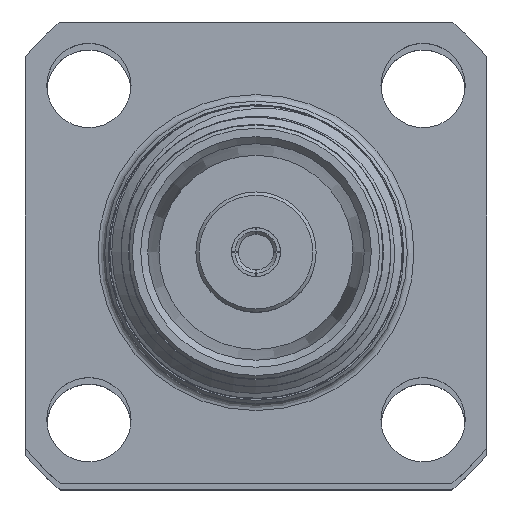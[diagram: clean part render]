
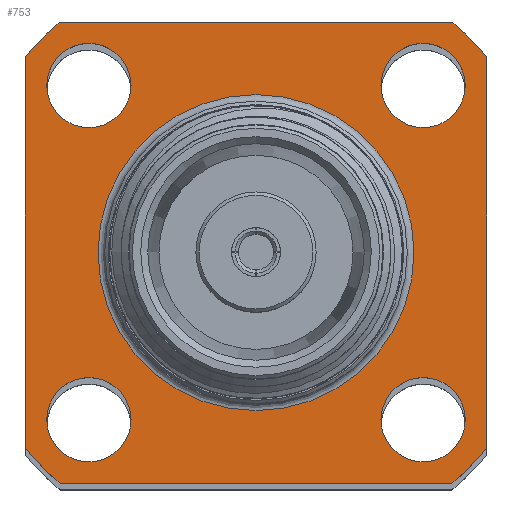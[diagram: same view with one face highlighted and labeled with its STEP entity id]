
A CAD part, top view. The second image highlights one B-rep face of the part: STEP entity #753.
In plain terms, the highlighted face is planar.
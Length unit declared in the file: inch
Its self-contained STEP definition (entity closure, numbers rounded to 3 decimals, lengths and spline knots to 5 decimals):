
#56 = VERTEX_POINT ( 'NONE', #7235 ) ;
#94 = CIRCLE ( 'NONE', #7374, 0.45276 ) ;
#192 = DIRECTION ( 'NONE',  ( 0., 0., -1. ) ) ;
#230 = CARTESIAN_POINT ( 'NONE',  ( 0.54993, 0., -0.23637 ) ) ;
#304 = CARTESIAN_POINT ( 'NONE',  ( 0.54993, -0.29319, 0.345 ) ) ;
#352 = CARTESIAN_POINT ( 'NONE',  ( 0.54993, -0.345, 0.345 ) ) ;
#426 = FACE_BOUND ( 'NONE', #1956, .T. ) ;
#462 = DIRECTION ( 'NONE',  ( 0., 0., -1. ) ) ;
#489 = AXIS2_PLACEMENT_3D ( 'NONE', #1048, #1018, #3289 ) ;
#520 = EDGE_CURVE ( 'NONE', #2630, #587, #6550, .T. ) ;
#550 = ORIENTED_EDGE ( 'NONE', *, *, #2723, .F. ) ;
#587 = VERTEX_POINT ( 'NONE', #1435 ) ;
#597 = VECTOR ( 'NONE', #1481, 39.37008 ) ;
#627 = ORIENTED_EDGE ( 'NONE', *, *, #520, .T. ) ;
#753 = ADVANCED_FACE ( 'NONE', ( #991, #5542, #7339, #426, #2145, #1549 ), #6169, .F. ) ;
#790 = ORIENTED_EDGE ( 'NONE', *, *, #2323, .F. ) ;
#806 = CARTESIAN_POINT ( 'NONE',  ( 0.54993, -0.25, -0.25 ) ) ;
#990 = AXIS2_PLACEMENT_3D ( 'NONE', #6132, #3259, #5499 ) ;
#991 = FACE_BOUND ( 'NONE', #3702, .T. ) ;
#1018 = DIRECTION ( 'NONE',  ( -1., 0., 0. ) ) ;
#1022 = DIRECTION ( 'NONE',  ( 0., 0., 1. ) ) ;
#1048 = CARTESIAN_POINT ( 'NONE',  ( 0.54993, -0.25, 0.25 ) ) ;
#1076 = EDGE_CURVE ( 'NONE', #1759, #1759, #7174, .T. ) ;
#1126 = VERTEX_POINT ( 'NONE', #1159 ) ;
#1147 = VERTEX_POINT ( 'NONE', #6762 ) ;
#1159 = CARTESIAN_POINT ( 'NONE',  ( 0.54993, -0.25, -0.18701 ) ) ;
#1239 = CARTESIAN_POINT ( 'NONE',  ( 0.54993, -0.25, 0.31299 ) ) ;
#1256 = LINE ( 'NONE', #1708, #1529 ) ;
#1308 = VERTEX_POINT ( 'NONE', #3581 ) ;
#1435 = CARTESIAN_POINT ( 'NONE',  ( 0.54993, -0.345, 0.29319 ) ) ;
#1442 = DIRECTION ( 'NONE',  ( 1., 0., 0. ) ) ;
#1466 = EDGE_LOOP ( 'NONE', ( #550, #4126, #2128, #627, #3189, #3840, #3548, #3731 ) ) ;
#1481 = DIRECTION ( 'NONE',  ( 0., 0., -1. ) ) ;
#1529 = VECTOR ( 'NONE', #5736, 39.37008 ) ;
#1549 = FACE_OUTER_BOUND ( 'NONE', #1466, .T. ) ;
#1552 = CARTESIAN_POINT ( 'NONE',  ( 0.54993, -0.345, 0.345 ) ) ;
#1708 = CARTESIAN_POINT ( 'NONE',  ( 0.54993, -0.345, -0.345 ) ) ;
#1759 = VERTEX_POINT ( 'NONE', #1239 ) ;
#1840 = VERTEX_POINT ( 'NONE', #2235 ) ;
#1956 = EDGE_LOOP ( 'NONE', ( #790 ) ) ;
#2081 = DIRECTION ( 'NONE',  ( 0., 0., -1. ) ) ;
#2112 = LINE ( 'NONE', #1552, #2834 ) ;
#2128 = ORIENTED_EDGE ( 'NONE', *, *, #2306, .F. ) ;
#2145 = FACE_BOUND ( 'NONE', #2896, .T. ) ;
#2188 = CIRCLE ( 'NONE', #990, 0.45276 ) ;
#2221 = EDGE_CURVE ( 'NONE', #1126, #1126, #7162, .T. ) ;
#2222 = EDGE_CURVE ( 'NONE', #56, #3145, #5438, .T. ) ;
#2235 = CARTESIAN_POINT ( 'NONE',  ( 0.54993, 0.29319, -0.345 ) ) ;
#2306 = EDGE_CURVE ( 'NONE', #2630, #4316, #4648, .T. ) ;
#2323 = EDGE_CURVE ( 'NONE', #3433, #3433, #6442, .T. ) ;
#2373 = CIRCLE ( 'NONE', #5227, 0.06299 ) ;
#2530 = CARTESIAN_POINT ( 'NONE',  ( 0.54993, 0., 0. ) ) ;
#2554 = DIRECTION ( 'NONE',  ( 0., 0., 1. ) ) ;
#2629 = AXIS2_PLACEMENT_3D ( 'NONE', #2530, #1442, #2081 ) ;
#2630 = VERTEX_POINT ( 'NONE', #4789 ) ;
#2723 = EDGE_CURVE ( 'NONE', #1840, #3145, #2188, .T. ) ;
#2778 = EDGE_CURVE ( 'NONE', #1147, #56, #5155, .T. ) ;
#2834 = VECTOR ( 'NONE', #5610, 39.37008 ) ;
#2873 = DIRECTION ( 'NONE',  ( 0., 0., -1. ) ) ;
#2880 = CARTESIAN_POINT ( 'NONE',  ( 0.54993, 0.25, 0.31299 ) ) ;
#2896 = EDGE_LOOP ( 'NONE', ( #5018 ) ) ;
#2987 = AXIS2_PLACEMENT_3D ( 'NONE', #6246, #3403, #462 ) ;
#3145 = VERTEX_POINT ( 'NONE', #3178 ) ;
#3168 = DIRECTION ( 'NONE',  ( 1., 0., 0. ) ) ;
#3171 = VERTEX_POINT ( 'NONE', #304 ) ;
#3178 = CARTESIAN_POINT ( 'NONE',  ( 0.54993, 0.345, -0.29319 ) ) ;
#3189 = ORIENTED_EDGE ( 'NONE', *, *, #5671, .F. ) ;
#3254 = EDGE_LOOP ( 'NONE', ( #6015 ) ) ;
#3259 = DIRECTION ( 'NONE',  ( 1., 0., 0. ) ) ;
#3289 = DIRECTION ( 'NONE',  ( 0., 0., 1. ) ) ;
#3398 = EDGE_CURVE ( 'NONE', #3729, #3729, #7070, .T. ) ;
#3403 = DIRECTION ( 'NONE',  ( 1., 0., 0. ) ) ;
#3433 = VERTEX_POINT ( 'NONE', #2880 ) ;
#3458 = VECTOR ( 'NONE', #4793, 39.37008 ) ;
#3503 = CARTESIAN_POINT ( 'NONE',  ( 0.54993, 0., 0. ) ) ;
#3548 = ORIENTED_EDGE ( 'NONE', *, *, #2778, .T. ) ;
#3581 = CARTESIAN_POINT ( 'NONE',  ( 0.54993, 0.25, -0.18701 ) ) ;
#3702 = EDGE_LOOP ( 'NONE', ( #5696 ) ) ;
#3729 = VERTEX_POINT ( 'NONE', #230 ) ;
#3731 = ORIENTED_EDGE ( 'NONE', *, *, #2222, .T. ) ;
#3840 = ORIENTED_EDGE ( 'NONE', *, *, #6603, .T. ) ;
#3889 = DIRECTION ( 'NONE',  ( 0., 0., 1. ) ) ;
#4126 = ORIENTED_EDGE ( 'NONE', *, *, #6047, .T. ) ;
#4128 = CARTESIAN_POINT ( 'NONE',  ( 0.54993, -0.29319, -0.345 ) ) ;
#4258 = DIRECTION ( 'NONE',  ( -1., 0., 0. ) ) ;
#4316 = VERTEX_POINT ( 'NONE', #4128 ) ;
#4334 = EDGE_LOOP ( 'NONE', ( #5608 ) ) ;
#4431 = AXIS2_PLACEMENT_3D ( 'NONE', #7224, #6735, #1022 ) ;
#4648 = CIRCLE ( 'NONE', #2629, 0.45276 ) ;
#4789 = CARTESIAN_POINT ( 'NONE',  ( 0.54993, -0.345, -0.29319 ) ) ;
#4793 = DIRECTION ( 'NONE',  ( 0., 0., 1. ) ) ;
#4836 = CARTESIAN_POINT ( 'NONE',  ( 0.54993, 0.345, 0.345 ) ) ;
#5018 = ORIENTED_EDGE ( 'NONE', *, *, #7059, .F. ) ;
#5126 = AXIS2_PLACEMENT_3D ( 'NONE', #5615, #6775, #3889 ) ;
#5155 = CIRCLE ( 'NONE', #4431, 0.45276 ) ;
#5227 = AXIS2_PLACEMENT_3D ( 'NONE', #6583, #4258, #2554 ) ;
#5400 = AXIS2_PLACEMENT_3D ( 'NONE', #3503, #6349, #2873 ) ;
#5401 = DIRECTION ( 'NONE',  ( -1., 0., 0. ) ) ;
#5438 = LINE ( 'NONE', #4836, #597 ) ;
#5445 = CARTESIAN_POINT ( 'NONE',  ( 0.54993, 0., 0. ) ) ;
#5499 = DIRECTION ( 'NONE',  ( 0., 0., -1. ) ) ;
#5542 = FACE_BOUND ( 'NONE', #3254, .T. ) ;
#5608 = ORIENTED_EDGE ( 'NONE', *, *, #1076, .F. ) ;
#5610 = DIRECTION ( 'NONE',  ( 0., 1., 0. ) ) ;
#5615 = CARTESIAN_POINT ( 'NONE',  ( 0.54993, 0.25, 0.25 ) ) ;
#5671 = EDGE_CURVE ( 'NONE', #3171, #587, #94, .T. ) ;
#5696 = ORIENTED_EDGE ( 'NONE', *, *, #3398, .T. ) ;
#5736 = DIRECTION ( 'NONE',  ( 0., -1., 0. ) ) ;
#6015 = ORIENTED_EDGE ( 'NONE', *, *, #2221, .F. ) ;
#6047 = EDGE_CURVE ( 'NONE', #1840, #4316, #1256, .T. ) ;
#6132 = CARTESIAN_POINT ( 'NONE',  ( 0.54993, 0., 0. ) ) ;
#6169 = PLANE ( 'NONE',  #2987 ) ;
#6246 = CARTESIAN_POINT ( 'NONE',  ( 0.54993, 0.22637, 0. ) ) ;
#6349 = DIRECTION ( 'NONE',  ( 1., 0., 0. ) ) ;
#6442 = CIRCLE ( 'NONE', #5126, 0.06299 ) ;
#6550 = LINE ( 'NONE', #352, #3458 ) ;
#6561 = AXIS2_PLACEMENT_3D ( 'NONE', #806, #5401, #7233 ) ;
#6583 = CARTESIAN_POINT ( 'NONE',  ( 0.54993, 0.25, -0.25 ) ) ;
#6603 = EDGE_CURVE ( 'NONE', #3171, #1147, #2112, .T. ) ;
#6735 = DIRECTION ( 'NONE',  ( -1., 0., 0. ) ) ;
#6762 = CARTESIAN_POINT ( 'NONE',  ( 0.54993, 0.29319, 0.345 ) ) ;
#6775 = DIRECTION ( 'NONE',  ( -1., 0., 0. ) ) ;
#7059 = EDGE_CURVE ( 'NONE', #1308, #1308, #2373, .T. ) ;
#7070 = CIRCLE ( 'NONE', #5400, 0.23637 ) ;
#7162 = CIRCLE ( 'NONE', #6561, 0.06299 ) ;
#7174 = CIRCLE ( 'NONE', #489, 0.06299 ) ;
#7224 = CARTESIAN_POINT ( 'NONE',  ( 0.54993, 0., 0. ) ) ;
#7233 = DIRECTION ( 'NONE',  ( 0., 0., 1. ) ) ;
#7235 = CARTESIAN_POINT ( 'NONE',  ( 0.54993, 0.345, 0.29319 ) ) ;
#7339 = FACE_BOUND ( 'NONE', #4334, .T. ) ;
#7374 = AXIS2_PLACEMENT_3D ( 'NONE', #5445, #3168, #192 ) ;
